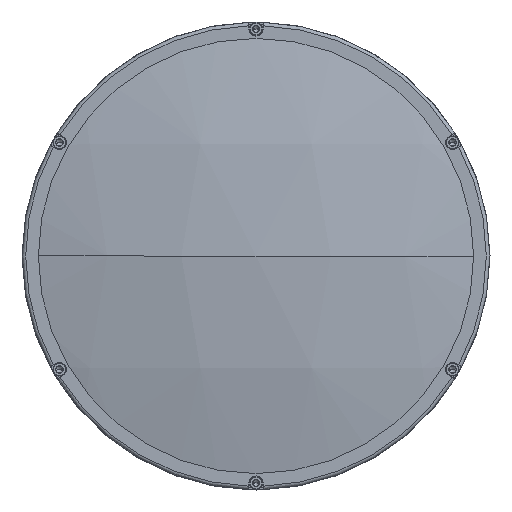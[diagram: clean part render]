
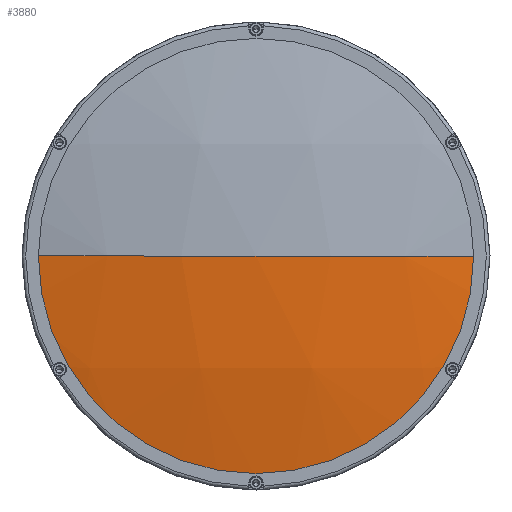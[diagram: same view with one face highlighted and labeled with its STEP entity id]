
A CAD part, left-side view. The second image highlights one B-rep face of the part: STEP entity #3880.
In plain terms, the highlighted spherical face has radius 434.72 mm.
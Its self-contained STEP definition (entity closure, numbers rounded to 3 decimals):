
#153 = CARTESIAN_POINT ( 'NONE',  ( -422.1, 0., 0. ) ) ;
#221 = CARTESIAN_POINT ( 'NONE',  ( 12.62, 0., 0. ) ) ;
#335 = EDGE_CURVE ( 'NONE', #5798, #1420, #7209, .T. ) ;
#395 = AXIS2_PLACEMENT_3D ( 'NONE', #5205, #7782, #2025 ) ;
#491 = FACE_OUTER_BOUND ( 'NONE', #527, .T. ) ;
#527 = EDGE_LOOP ( 'NONE', ( #715, #7344, #3822 ) ) ;
#715 = ORIENTED_EDGE ( 'NONE', *, *, #2081, .T. ) ;
#734 = DIRECTION ( 'NONE',  ( 0., 0., -1. ) ) ;
#1420 = VERTEX_POINT ( 'NONE', #153 ) ;
#1693 = CIRCLE ( 'NONE', #7469, 95. ) ;
#1713 = SPHERICAL_SURFACE ( 'NONE', #3670, 434.72 ) ;
#1799 = DIRECTION ( 'NONE',  ( 0., 1., 0. ) ) ;
#2025 = DIRECTION ( 'NONE',  ( 0., -1., 0. ) ) ;
#2081 = EDGE_CURVE ( 'NONE', #5117, #5798, #1693, .T. ) ;
#2792 = EDGE_CURVE ( 'NONE', #5117, #1420, #6306, .T. ) ;
#3670 = AXIS2_PLACEMENT_3D ( 'NONE', #8079, #4228, #1799 ) ;
#3822 = ORIENTED_EDGE ( 'NONE', *, *, #2792, .F. ) ;
#3880 = ADVANCED_FACE ( 'NONE', ( #491 ), #1713, .T. ) ;
#4228 = DIRECTION ( 'NONE',  ( 0., 0., -1. ) ) ;
#4327 = CARTESIAN_POINT ( 'NONE',  ( -411.593, 95., 0. ) ) ;
#5117 = VERTEX_POINT ( 'NONE', #4327 ) ;
#5205 = CARTESIAN_POINT ( 'NONE',  ( 12.62, 0., 0. ) ) ;
#5224 = DIRECTION ( 'NONE',  ( 0., 1., 0. ) ) ;
#5596 = CARTESIAN_POINT ( 'NONE',  ( -411.593, -95., 0. ) ) ;
#5798 = VERTEX_POINT ( 'NONE', #5596 ) ;
#6306 = CIRCLE ( 'NONE', #395, 434.72 ) ;
#6351 = DIRECTION ( 'NONE',  ( 0., 0., 1. ) ) ;
#6388 = CARTESIAN_POINT ( 'NONE',  ( -411.593, 0., 0. ) ) ;
#6941 = DIRECTION ( 'NONE',  ( -1., 0., 0. ) ) ;
#7209 = CIRCLE ( 'NONE', #7608, 434.72 ) ;
#7344 = ORIENTED_EDGE ( 'NONE', *, *, #335, .T. ) ;
#7469 = AXIS2_PLACEMENT_3D ( 'NONE', #6388, #6941, #6351 ) ;
#7608 = AXIS2_PLACEMENT_3D ( 'NONE', #221, #734, #5224 ) ;
#7782 = DIRECTION ( 'NONE',  ( 0., 0., 1. ) ) ;
#8079 = CARTESIAN_POINT ( 'NONE',  ( 12.62, 0., 0. ) ) ;
